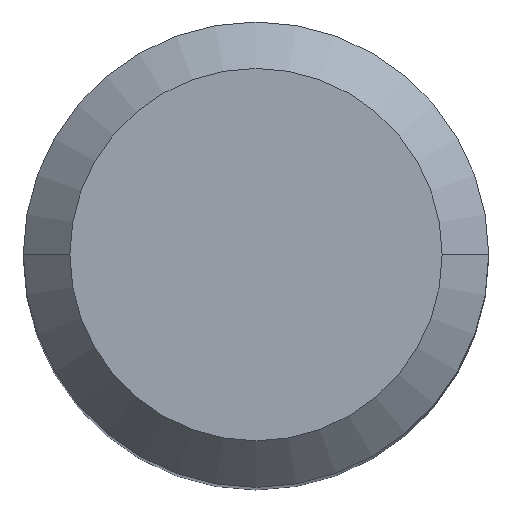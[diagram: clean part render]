
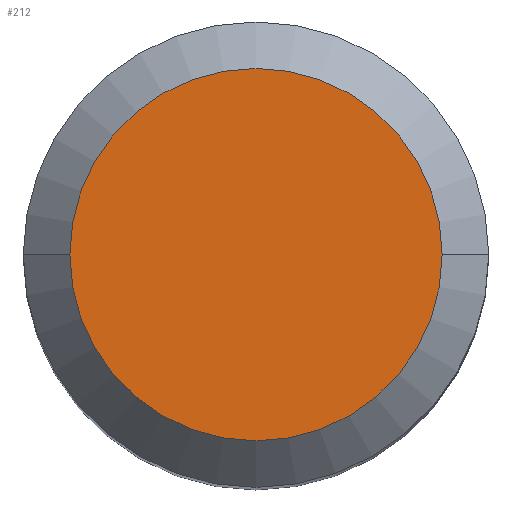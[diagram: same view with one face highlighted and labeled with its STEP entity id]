
A CAD part, top view. The second image highlights one B-rep face of the part: STEP entity #212.
In plain terms, the highlighted planar face has unit normal (0, 0, 1).
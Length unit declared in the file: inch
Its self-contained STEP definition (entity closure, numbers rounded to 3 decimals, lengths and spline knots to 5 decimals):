
#12 = DIRECTION ( 'NONE',  ( 1., 0., 0. ) ) ;
#29 = CARTESIAN_POINT ( 'NONE',  ( 0.15748, 0., 0. ) ) ;
#91 = CARTESIAN_POINT ( 'NONE',  ( -0.15748, 0., 0. ) ) ;
#114 = DIRECTION ( 'NONE',  ( 0., 0., 1. ) ) ;
#148 = DIRECTION ( 'NONE',  ( -1., 0., 0. ) ) ;
#150 = FACE_OUTER_BOUND ( 'NONE', #160, .T. ) ;
#151 = ORIENTED_EDGE ( 'NONE', *, *, #399, .T. ) ;
#160 = EDGE_LOOP ( 'NONE', ( #151, #344 ) ) ;
#190 = CARTESIAN_POINT ( 'NONE',  ( 0., 0., 0. ) ) ;
#203 = CARTESIAN_POINT ( 'NONE',  ( 0., 0., 0. ) ) ;
#212 = ADVANCED_FACE ( 'NONE', ( #150 ), #346, .F. ) ;
#217 = AXIS2_PLACEMENT_3D ( 'NONE', #190, #114, #268 ) ;
#242 = VERTEX_POINT ( 'NONE', #29 ) ;
#268 = DIRECTION ( 'NONE',  ( 1., 0., 0. ) ) ;
#290 = EDGE_CURVE ( 'NONE', #242, #439, #333, .T. ) ;
#291 = AXIS2_PLACEMENT_3D ( 'NONE', #464, #302, #148 ) ;
#302 = DIRECTION ( 'NONE',  ( 0., 0., -1. ) ) ;
#333 = CIRCLE ( 'NONE', #217, 0.15748 ) ;
#344 = ORIENTED_EDGE ( 'NONE', *, *, #290, .T. ) ;
#346 = PLANE ( 'NONE',  #291 ) ;
#354 = AXIS2_PLACEMENT_3D ( 'NONE', #203, #450, #12 ) ;
#388 = CIRCLE ( 'NONE', #354, 0.15748 ) ;
#399 = EDGE_CURVE ( 'NONE', #439, #242, #388, .T. ) ;
#439 = VERTEX_POINT ( 'NONE', #91 ) ;
#450 = DIRECTION ( 'NONE',  ( 0., 0., 1. ) ) ;
#464 = CARTESIAN_POINT ( 'NONE',  ( 0., 0., 0. ) ) ;
